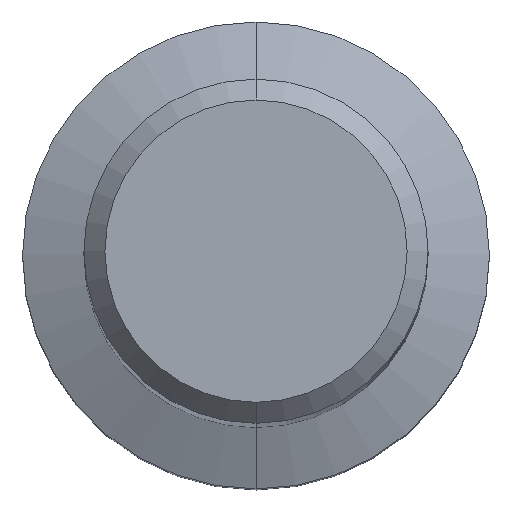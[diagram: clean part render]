
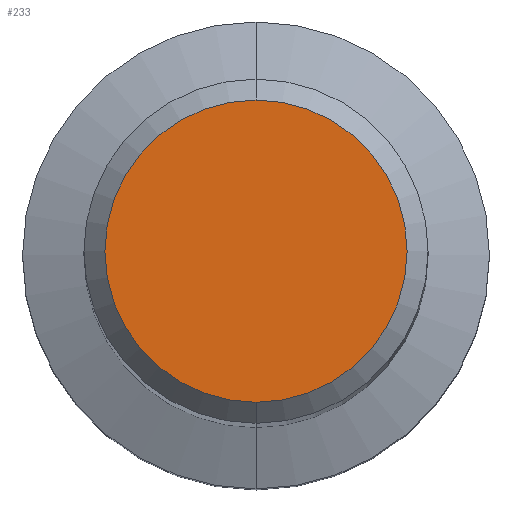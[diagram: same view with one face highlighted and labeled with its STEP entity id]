
A CAD part, top view. The second image highlights one B-rep face of the part: STEP entity #233.
In plain terms, the highlighted planar face has unit normal (0, 0, 1).
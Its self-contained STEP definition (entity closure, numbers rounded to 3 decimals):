
#165=EDGE_CURVE('',#293,#173,#369,.T.);
#173=VERTEX_POINT('',#379);
#233=ADVANCED_FACE('',(#445),#446,.T.);
#293=VERTEX_POINT('',#515);
#301=EDGE_CURVE('',#173,#293,#524,.T.);
#369=CIRCLE('',#596,3.6);
#379=CARTESIAN_POINT('',(0.0,3.6,0.0));
#445=FACE_OUTER_BOUND('',#693,.T.);
#446=PLANE('',#694);
#515=CARTESIAN_POINT('',(0.,-3.6,0.0));
#524=CIRCLE('',#797,3.6);
#596=AXIS2_PLACEMENT_3D('',#863,#864,#865);
#693=EDGE_LOOP('',(#958,#959));
#694=AXIS2_PLACEMENT_3D('',#960,#961,#962);
#797=AXIS2_PLACEMENT_3D('',#1060,#1061,#1062);
#863=CARTESIAN_POINT('',(0.0,0.0,0.0));
#864=DIRECTION('',(0.0,0.0,-1.0));
#865=DIRECTION('',(0.0,1.0,0.0));
#958=ORIENTED_EDGE('',*,*,#301,.F.);
#959=ORIENTED_EDGE('',*,*,#165,.F.);
#960=CARTESIAN_POINT('',(0.0,1.8,0.0));
#961=DIRECTION('',(-0.0,0.0,1.0));
#962=DIRECTION('',(0.0,-1.0,0.0));
#1060=CARTESIAN_POINT('',(0.0,0.0,0.0));
#1061=DIRECTION('',(0.0,0.0,-1.0));
#1062=DIRECTION('',(0.0,1.0,0.0));
